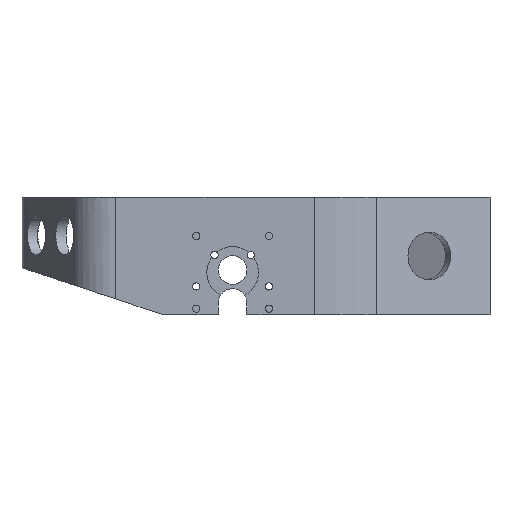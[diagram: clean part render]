
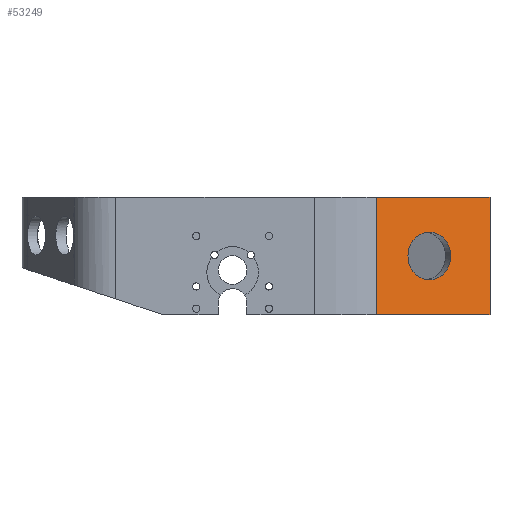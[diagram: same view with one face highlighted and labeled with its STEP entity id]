
A CAD part, left-side view. The second image highlights one B-rep face of the part: STEP entity #53249.
In plain terms, the highlighted planar face has unit normal (-0.897, -0.441, 0).
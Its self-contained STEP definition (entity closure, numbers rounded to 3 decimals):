
#25787 = PLANE('',#25788);
#25788 = AXIS2_PLACEMENT_3D('',#25789,#25790,#25791);
#25789 = CARTESIAN_POINT('',(-44.309,-0.415,55.));
#25790 = DIRECTION('',(0.,0.,1.));
#25791 = DIRECTION('',(1.,0.,0.));
#41335 = VERTEX_POINT('',#41336);
#41336 = CARTESIAN_POINT('',(-93.851,-51.46,55.));
#41351 = CYLINDRICAL_SURFACE('',#41352,60.);
#41352 = AXIS2_PLACEMENT_3D('',#41353,#41354,#41355);
#41353 = CARTESIAN_POINT('',(-40.,-25.,5.));
#41354 = DIRECTION('',(-0.,-0.,-1.));
#41355 = DIRECTION('',(1.,0.,0.));
#41363 = EDGE_CURVE('',#41335,#41364,#41366,.T.);
#41364 = VERTEX_POINT('',#41365);
#41365 = CARTESIAN_POINT('',(-70.,-100.,55.));
#41366 = SURFACE_CURVE('',#41367,(#41371,#41378),.PCURVE_S1.);
#41367 = LINE('',#41368,#41369);
#41368 = CARTESIAN_POINT('',(-93.851,-51.46,55.));
#41369 = VECTOR('',#41370,1.);
#41370 = DIRECTION('',(0.441,-0.898,0.));
#41371 = PCURVE('',#25787,#41372);
#41372 = DEFINITIONAL_REPRESENTATION('',(#41373),#41377);
#41373 = LINE('',#41374,#41375);
#41374 = CARTESIAN_POINT('',(-49.541,-51.045));
#41375 = VECTOR('',#41376,1.);
#41376 = DIRECTION('',(0.441,-0.898));
#41377 = ( GEOMETRIC_REPRESENTATION_CONTEXT(2) 
PARAMETRIC_REPRESENTATION_CONTEXT() REPRESENTATION_CONTEXT('2D SPACE',''
  ) );
#41378 = PCURVE('',#41379,#41384);
#41379 = PLANE('',#41380);
#41380 = AXIS2_PLACEMENT_3D('',#41381,#41382,#41383);
#41381 = CARTESIAN_POINT('',(-93.851,-51.46,5.));
#41382 = DIRECTION('',(0.898,0.441,0.));
#41383 = DIRECTION('',(0.441,-0.898,0.));
#41384 = DEFINITIONAL_REPRESENTATION('',(#41385),#41389);
#41385 = LINE('',#41386,#41387);
#41386 = CARTESIAN_POINT('',(0.,-50.));
#41387 = VECTOR('',#41388,1.);
#41388 = DIRECTION('',(1.,0.));
#41389 = ( GEOMETRIC_REPRESENTATION_CONTEXT(2) 
PARAMETRIC_REPRESENTATION_CONTEXT() REPRESENTATION_CONTEXT('2D SPACE',''
  ) );
#41405 = PLANE('',#41406);
#41406 = AXIS2_PLACEMENT_3D('',#41407,#41408,#41409);
#41407 = CARTESIAN_POINT('',(-70.,-100.,5.));
#41408 = DIRECTION('',(0.,1.,0.));
#41409 = DIRECTION('',(1.,0.,0.));
#48078 = PLANE('',#48079);
#48079 = AXIS2_PLACEMENT_3D('',#48080,#48081,#48082);
#48080 = CARTESIAN_POINT('',(-44.309,-0.415,5.));
#48081 = DIRECTION('',(0.,0.,1.));
#48082 = DIRECTION('',(1.,0.,0.));
#53198 = EDGE_CURVE('',#53199,#41335,#53201,.T.);
#53199 = VERTEX_POINT('',#53200);
#53200 = CARTESIAN_POINT('',(-93.851,-51.46,5.));
#53201 = SURFACE_CURVE('',#53202,(#53206,#53213),.PCURVE_S1.);
#53202 = LINE('',#53203,#53204);
#53203 = CARTESIAN_POINT('',(-93.851,-51.46,5.));
#53204 = VECTOR('',#53205,1.);
#53205 = DIRECTION('',(0.,0.,1.));
#53206 = PCURVE('',#41351,#53207);
#53207 = DEFINITIONAL_REPRESENTATION('',(#53208),#53212);
#53208 = LINE('',#53209,#53210);
#53209 = CARTESIAN_POINT('',(-3.598,0.));
#53210 = VECTOR('',#53211,1.);
#53211 = DIRECTION('',(-0.,-1.));
#53212 = ( GEOMETRIC_REPRESENTATION_CONTEXT(2) 
PARAMETRIC_REPRESENTATION_CONTEXT() REPRESENTATION_CONTEXT('2D SPACE',''
  ) );
#53213 = PCURVE('',#41379,#53214);
#53214 = DEFINITIONAL_REPRESENTATION('',(#53215),#53219);
#53215 = LINE('',#53216,#53217);
#53216 = CARTESIAN_POINT('',(0.,0.));
#53217 = VECTOR('',#53218,1.);
#53218 = DIRECTION('',(0.,-1.));
#53219 = ( GEOMETRIC_REPRESENTATION_CONTEXT(2) 
PARAMETRIC_REPRESENTATION_CONTEXT() REPRESENTATION_CONTEXT('2D SPACE',''
  ) );
#53249 = ADVANCED_FACE('',(#53250,#53298),#41379,.F.);
#53250 = FACE_BOUND('',#53251,.F.);
#53251 = EDGE_LOOP('',(#53252,#53253,#53254,#53277));
#53252 = ORIENTED_EDGE('',*,*,#53198,.T.);
#53253 = ORIENTED_EDGE('',*,*,#41363,.T.);
#53254 = ORIENTED_EDGE('',*,*,#53255,.F.);
#53255 = EDGE_CURVE('',#53256,#41364,#53258,.T.);
#53256 = VERTEX_POINT('',#53257);
#53257 = CARTESIAN_POINT('',(-70.,-100.,5.));
#53258 = SURFACE_CURVE('',#53259,(#53263,#53270),.PCURVE_S1.);
#53259 = LINE('',#53260,#53261);
#53260 = CARTESIAN_POINT('',(-70.,-100.,5.));
#53261 = VECTOR('',#53262,1.);
#53262 = DIRECTION('',(0.,0.,1.));
#53263 = PCURVE('',#41379,#53264);
#53264 = DEFINITIONAL_REPRESENTATION('',(#53265),#53269);
#53265 = LINE('',#53266,#53267);
#53266 = CARTESIAN_POINT('',(54.083,0.));
#53267 = VECTOR('',#53268,1.);
#53268 = DIRECTION('',(0.,-1.));
#53269 = ( GEOMETRIC_REPRESENTATION_CONTEXT(2) 
PARAMETRIC_REPRESENTATION_CONTEXT() REPRESENTATION_CONTEXT('2D SPACE',''
  ) );
#53270 = PCURVE('',#41405,#53271);
#53271 = DEFINITIONAL_REPRESENTATION('',(#53272),#53276);
#53272 = LINE('',#53273,#53274);
#53273 = CARTESIAN_POINT('',(0.,0.));
#53274 = VECTOR('',#53275,1.);
#53275 = DIRECTION('',(0.,-1.));
#53276 = ( GEOMETRIC_REPRESENTATION_CONTEXT(2) 
PARAMETRIC_REPRESENTATION_CONTEXT() REPRESENTATION_CONTEXT('2D SPACE',''
  ) );
#53277 = ORIENTED_EDGE('',*,*,#53278,.F.);
#53278 = EDGE_CURVE('',#53199,#53256,#53279,.T.);
#53279 = SURFACE_CURVE('',#53280,(#53284,#53291),.PCURVE_S1.);
#53280 = LINE('',#53281,#53282);
#53281 = CARTESIAN_POINT('',(-93.851,-51.46,5.));
#53282 = VECTOR('',#53283,1.);
#53283 = DIRECTION('',(0.441,-0.898,0.));
#53284 = PCURVE('',#41379,#53285);
#53285 = DEFINITIONAL_REPRESENTATION('',(#53286),#53290);
#53286 = LINE('',#53287,#53288);
#53287 = CARTESIAN_POINT('',(0.,0.));
#53288 = VECTOR('',#53289,1.);
#53289 = DIRECTION('',(1.,0.));
#53290 = ( GEOMETRIC_REPRESENTATION_CONTEXT(2) 
PARAMETRIC_REPRESENTATION_CONTEXT() REPRESENTATION_CONTEXT('2D SPACE',''
  ) );
#53291 = PCURVE('',#48078,#53292);
#53292 = DEFINITIONAL_REPRESENTATION('',(#53293),#53297);
#53293 = LINE('',#53294,#53295);
#53294 = CARTESIAN_POINT('',(-49.541,-51.045));
#53295 = VECTOR('',#53296,1.);
#53296 = DIRECTION('',(0.441,-0.898));
#53297 = ( GEOMETRIC_REPRESENTATION_CONTEXT(2) 
PARAMETRIC_REPRESENTATION_CONTEXT() REPRESENTATION_CONTEXT('2D SPACE',''
  ) );
#53298 = FACE_BOUND('',#53299,.F.);
#53299 = EDGE_LOOP('',(#53300));
#53300 = ORIENTED_EDGE('',*,*,#53301,.T.);
#53301 = EDGE_CURVE('',#53302,#53302,#53304,.T.);
#53302 = VERTEX_POINT('',#53303);
#53303 = CARTESIAN_POINT('',(-78.238,-83.234,30.));
#53304 = SURFACE_CURVE('',#53305,(#53310,#53321),.PCURVE_S1.);
#53305 = CIRCLE('',#53306,10.2);
#53306 = AXIS2_PLACEMENT_3D('',#53307,#53308,#53309);
#53307 = CARTESIAN_POINT('',(-82.736,-74.079,30.));
#53308 = DIRECTION('',(-0.898,-0.441,
    0.));
#53309 = DIRECTION('',(0.441,-0.898,
    0.));
#53310 = PCURVE('',#41379,#53311);
#53311 = DEFINITIONAL_REPRESENTATION('',(#53312),#53320);
#53312 = ( BOUNDED_CURVE() B_SPLINE_CURVE(2,(#53313,#53314,#53315,#53316
    ,#53317,#53318,#53319),.UNSPECIFIED.,.T.,.F.) 
B_SPLINE_CURVE_WITH_KNOTS((1,2,2,2,2,1),(-2.094,0.,
    2.094,4.189,6.283,8.378),
.UNSPECIFIED.) CURVE() GEOMETRIC_REPRESENTATION_ITEM() 
RATIONAL_B_SPLINE_CURVE((1.,0.5,1.,0.5,1.,0.5,1.)) REPRESENTATION_ITEM(
  '') );
#53313 = CARTESIAN_POINT('',(35.402,-25.));
#53314 = CARTESIAN_POINT('',(35.402,-42.667));
#53315 = CARTESIAN_POINT('',(20.102,-33.833));
#53316 = CARTESIAN_POINT('',(4.802,-25.));
#53317 = CARTESIAN_POINT('',(20.102,-16.167));
#53318 = CARTESIAN_POINT('',(35.402,-7.333));
#53319 = CARTESIAN_POINT('',(35.402,-25.));
#53320 = ( GEOMETRIC_REPRESENTATION_CONTEXT(2) 
PARAMETRIC_REPRESENTATION_CONTEXT() REPRESENTATION_CONTEXT('2D SPACE',''
  ) );
#53321 = PCURVE('',#53322,#53327);
#53322 = CYLINDRICAL_SURFACE('',#53323,10.2);
#53323 = AXIS2_PLACEMENT_3D('',#53324,#53325,#53326);
#53324 = CARTESIAN_POINT('',(-82.736,-74.079,30.));
#53325 = DIRECTION('',(-0.898,-0.441,
    0.));
#53326 = DIRECTION('',(0.441,-0.898,
    0.));
#53327 = DEFINITIONAL_REPRESENTATION('',(#53328),#53332);
#53328 = LINE('',#53329,#53330);
#53329 = CARTESIAN_POINT('',(0.,0.));
#53330 = VECTOR('',#53331,1.);
#53331 = DIRECTION('',(1.,0.));
#53332 = ( GEOMETRIC_REPRESENTATION_CONTEXT(2) 
PARAMETRIC_REPRESENTATION_CONTEXT() REPRESENTATION_CONTEXT('2D SPACE',''
  ) );
